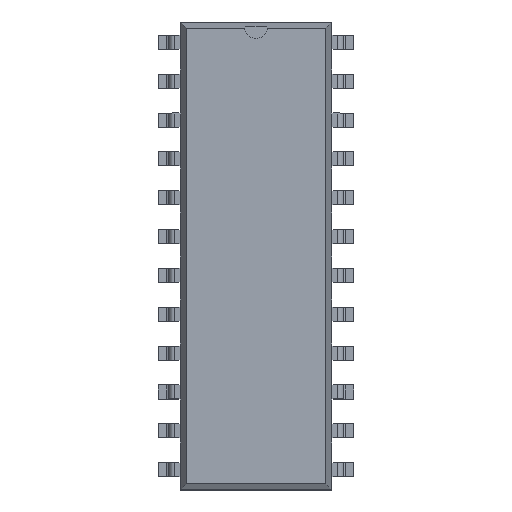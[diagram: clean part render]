
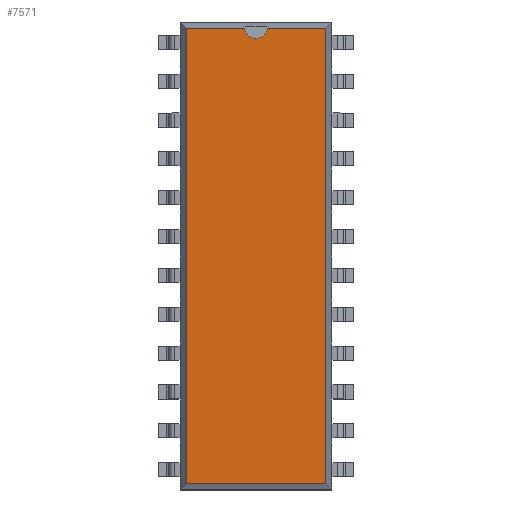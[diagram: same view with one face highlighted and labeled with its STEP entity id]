
A CAD part, top view. The second image highlights one B-rep face of the part: STEP entity #7571.
In plain terms, the highlighted planar face has unit normal (0, 0, 1).
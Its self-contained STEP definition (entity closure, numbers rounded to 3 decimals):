
#27=VECTOR('',#28,1.);
#28=DIRECTION('',(0.,1.,0.));
#34=VECTOR('',#35,1.);
#35=DIRECTION('',(-1.,0.,0.));
#41=VECTOR('',#42,1.);
#42=DIRECTION('',(0.,-1.,0.));
#46=VECTOR('',#47,1.);
#47=DIRECTION('',(1.,0.,0.));
#50=DIRECTION('',(0.,0.,-1.));
#1418=DIRECTION('',(0.,0.,-1.));
#5085=VERTEX_POINT('',#5086);
#5086=CARTESIAN_POINT('',(4.566,14.901,3.68));
#5088=ORIENTED_EDGE('',*,*,#5089,.F.);
#5089=EDGE_CURVE('',#5090,#5085,#5092,.T.);
#5090=VERTEX_POINT('',#5091);
#5091=CARTESIAN_POINT('',(4.566,-14.901,3.68));
#5092=LINE('',#5091,#27);
#6290=VERTEX_POINT('',#6291);
#6291=CARTESIAN_POINT('',(-4.566,14.901,3.68));
#6293=ORIENTED_EDGE('',*,*,#6294,.F.);
#6294=EDGE_CURVE('',#6295,#6290,#6297,.T.);
#6295=VERTEX_POINT('',#6296);
#6296=CARTESIAN_POINT('',(-0.746,14.901,3.68));
#6297=LINE('',#5086,#34);
#6316=VERTEX_POINT('',#6317);
#6317=CARTESIAN_POINT('',(0.746,14.901,3.68));
#6323=ORIENTED_EDGE('',*,*,#6324,.F.);
#6324=EDGE_CURVE('',#5085,#6316,#6297,.T.);
#6368=VERTEX_POINT('',#6369);
#6369=CARTESIAN_POINT('',(-4.566,-14.901,3.68));
#6371=ORIENTED_EDGE('',*,*,#6372,.F.);
#6372=EDGE_CURVE('',#6290,#6368,#6373,.T.);
#6373=LINE('',#6291,#41);
#7566=ORIENTED_EDGE('',*,*,#7567,.F.);
#7567=EDGE_CURVE('',#6368,#5090,#7568,.T.);
#7568=LINE('',#6369,#46);
#7571=ADVANCED_FACE('',(#7572),#7583,.F.);
#7572=FACE_BOUND('',#7573,.F.);
#7573=EDGE_LOOP('',(#5088,#7566,#6371,#6293,#7574,#7581,#6323));
#7574=ORIENTED_EDGE('',*,*,#7575,.F.);
#7575=EDGE_CURVE('',#7576,#6295,#7578,.T.);
#7576=VERTEX_POINT('',#7577);
#7577=CARTESIAN_POINT('',(0.,14.226,3.68));
#7578=CIRCLE('',#7579,0.75);
#7579=AXIS2_PLACEMENT_3D('',#7580,#1418,#42);
#7580=CARTESIAN_POINT('',(0.,14.976,3.68));
#7581=ORIENTED_EDGE('',*,*,#7582,.F.);
#7582=EDGE_CURVE('',#6316,#7576,#7578,.T.);
#7583=PLANE('',#7584);
#7584=AXIS2_PLACEMENT_3D('',#5091,#50,#7585);
#7585=DIRECTION('',(-0.293,0.956,0.));
